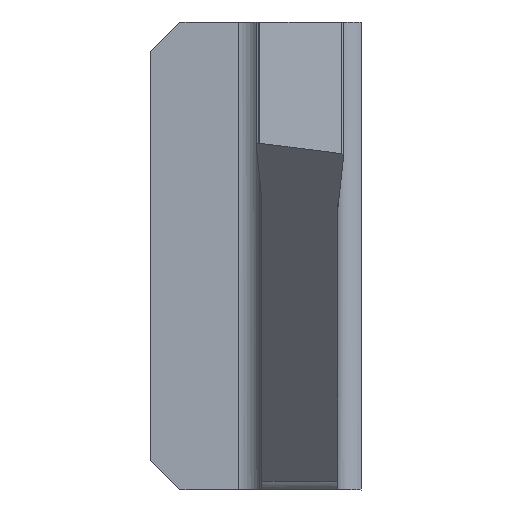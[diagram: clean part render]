
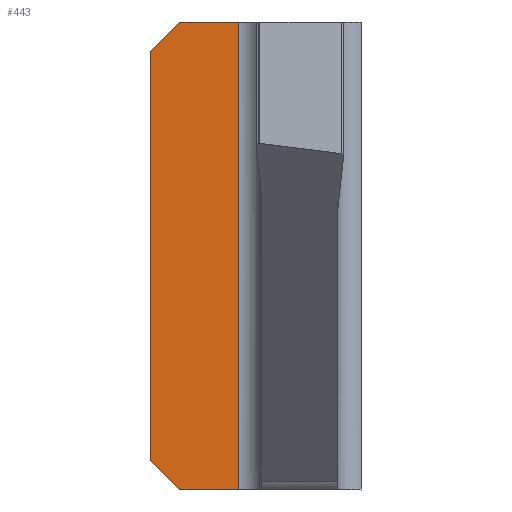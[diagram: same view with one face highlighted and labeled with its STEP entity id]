
A CAD part, front view. The second image highlights one B-rep face of the part: STEP entity #443.
In plain terms, the highlighted planar face has unit normal (0, -1, 0).
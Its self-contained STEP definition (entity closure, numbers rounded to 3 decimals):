
#294=CARTESIAN_POINT('',(1.5,16.5,-8.));
#295=VERTEX_POINT('',#294);
#306=CARTESIAN_POINT('',(1.5,16.5,-8.));
#307=DIRECTION('',(0.,0.,1.));
#308=VECTOR('',#307,8.);
#309=LINE('',#306,#308);
#310=CARTESIAN_POINT('',(1.5,16.5,0.));
#311=VERTEX_POINT('',#310);
#312=EDGE_CURVE('',#295,#311,#309,.T.);
#349=CARTESIAN_POINT('',(-1.495,16.5,29.73));
#350=DIRECTION('',(0.,1.,0.));
#351=DIRECTION('',(0.,0.,1.));
#352=AXIS2_PLACEMENT_3D('',#349,#350,#351);
#353=PLANE('',#352);
#354=CARTESIAN_POINT('',(0.5,16.5,-8.));
#355=DIRECTION('',(-0.707,0.,0.707));
#356=VECTOR('',#355,0.707);
#357=LINE('',#354,#356);
#358=CARTESIAN_POINT('',(0.5,16.5,-8.));
#359=VERTEX_POINT('',#358);
#360=CARTESIAN_POINT('',(0.,16.5,-7.5));
#361=VERTEX_POINT('',#360);
#362=EDGE_CURVE('',#359,#361,#357,.T.);
#363=ORIENTED_EDGE('Edge 350',*,*,#362,.F.);
#372=CARTESIAN_POINT('',(0.,16.5,-7.5));
#373=DIRECTION('',(0.,0.,1.));
#374=VECTOR('',#373,7.);
#375=LINE('',#372,#374);
#376=CARTESIAN_POINT('',(0.,16.5,-0.5));
#377=VERTEX_POINT('',#376);
#378=EDGE_CURVE('',#361,#377,#375,.T.);
#379=ORIENTED_EDGE('Edge 137',*,*,#378,.F.);
#388=CARTESIAN_POINT('',(0.,16.5,-0.5));
#389=DIRECTION('',(0.707,0.,0.707));
#390=VECTOR('',#389,0.707);
#391=LINE('',#388,#390);
#392=CARTESIAN_POINT('',(0.5,16.5,0.));
#393=VERTEX_POINT('',#392);
#394=EDGE_CURVE('',#377,#393,#391,.T.);
#395=ORIENTED_EDGE('Edge 377',*,*,#394,.F.);
#404=CARTESIAN_POINT('',(0.5,16.5,0.));
#405=DIRECTION('',(1.,0.,0.));
#406=VECTOR('',#405,1.);
#407=LINE('',#404,#406);
#408=EDGE_CURVE('',#393,#311,#407,.T.);
#409=ORIENTED_EDGE('Edge 506',*,*,#408,.F.);
#418=ORIENTED_EDGE('Edge 1463',*,*,#312,.T.);
#427=CARTESIAN_POINT('',(1.5,16.5,-8.));
#428=DIRECTION('',(-1.,0.,0.));
#429=VECTOR('',#428,1.);
#430=LINE('',#427,#429);
#431=EDGE_CURVE('',#295,#359,#430,.T.);
#432=ORIENTED_EDGE('Edge 615',*,*,#431,.F.);
#441=EDGE_LOOP('',(#432,#418,#409,#395,#379,#363));
#442=FACE_OUTER_BOUND('Loop 1388',#441,.T.);
#443=ADVANCED_FACE('Face 1389',(#442),#353,.F.);
